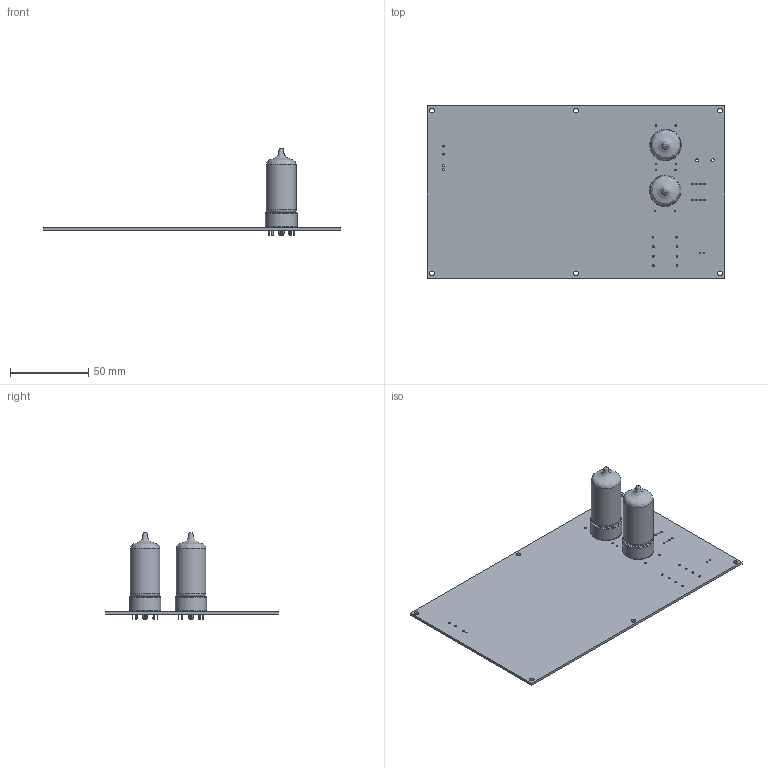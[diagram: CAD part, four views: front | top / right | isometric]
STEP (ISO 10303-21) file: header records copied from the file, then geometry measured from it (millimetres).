
FILE_DESCRIPTION(('KiCad electronic assembly'),'2;1');
FILE_NAME('Power_supply.step','2022-12-16T16:15:59',('Pcbnew'),('Kicad') ,'Open CASCADE STEP processor 7.5','KiCad to STEP converter','Unknown' );
FILE_SCHEMA(('AUTOMOTIVE_DESIGN { 1 0 10303 214 1 1 1 1 }'));
Length unit declared in the file: millimetre
Products named in the file (6): Power_supply 1; 6H2P; SOLID; 7-pin socket; Tube_amplifier PCB
Assembly tree (7 placements, depth 3):
  Power_supply 1
    6H2P  x2
      SOLID
    7-pin socket  x2
      SOLID
    Tube_amplifier PCB
Bounding box: 190 x 110 x 55.5 mm (x, y, z)
Volume: 58851.9 mm3; surface area: 51407.5 mm2
Topology: 5 solids, 5 shells, 420 faces, 1010 edges, 628 vertices
Faces by surface type: bspline 318, cylinder 68, plane 34
Full cylindrical faces by diameter (mm): 0.8 x2, 1 x10, 1.1 x8, 1.2 x10, 2 x2, 3 x6, 4 x2
Entity records: 17509 total; most frequent: CARTESIAN_POINT 6986, ORIENTED_EDGE 1308, PCURVE 1308, DEFINITIONAL_REPRESENTATION 1308, DIRECTION 1120, B_SPLINE_CURVE_WITH_KNOTS 778, EDGE_CURVE 654, LINE 628
